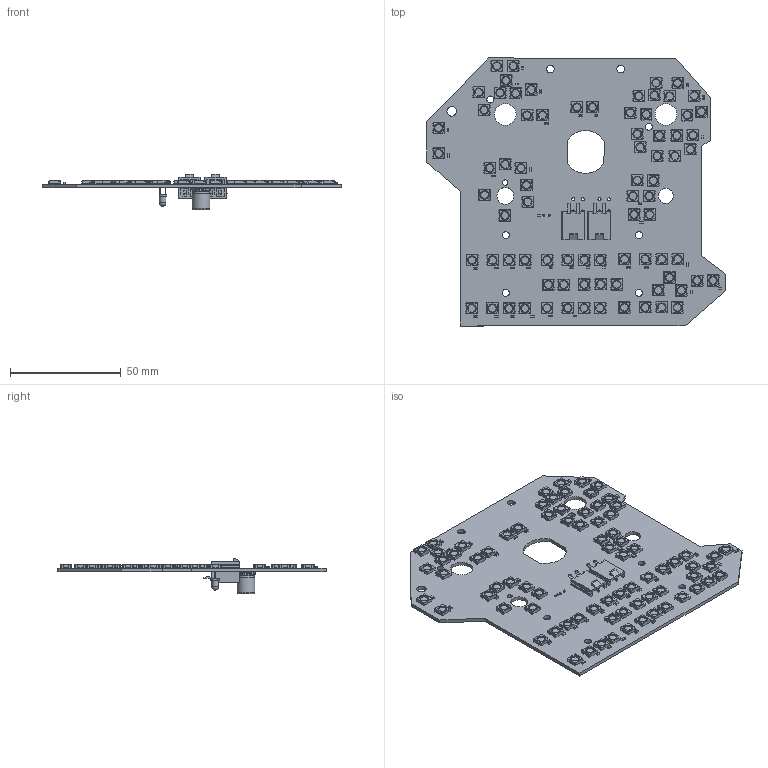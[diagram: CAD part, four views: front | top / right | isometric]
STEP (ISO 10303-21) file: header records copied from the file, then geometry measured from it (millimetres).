
FILE_DESCRIPTION(('KiCad electronic assembly'),'2;1');
FILE_NAME('KY58 Panel PCB V2.step','2021-01-29T05:34:52',('An Author'),( 'A Company'),'Open CASCADE STEP processor 6.9', 'KiCad to STEP converter','Unknown');
FILE_SCHEMA(('AUTOMOTIVE_DESIGN { 1 0 10303 214 1 1 1 1 }'));
Length unit declared in the file: millimetre
Products named in the file (14): Open CASCADE STEP translator 6.9 1; LED_WS2812B_PLCC4_5.0x5.0mm_P3.2mm; SOLID; C_0603_1608Metric; R_0603_1608Metric; Molex_Mini-Fit_Jr_5566-04A_2x02_P4.20mm_Vertical; CP_Elec_8x10; LED_D3.0mm; COMPOUND
Assembly tree (125 placements, depth 3):
  Open CASCADE STEP translator 6.9 1
    LED_WS2812B_PLCC4_5.0x5.0mm_P3.2mm  x79
      SOLID
    C_0603_1608Metric  x34
      SOLID
    R_0603_1608Metric
      SOLID
    Molex_Mini-Fit_Jr_5566-04A_2x02_P4.20mm_Vertical  x2
      SOLID
    CP_Elec_8x10
      SOLID
    LED_D3.0mm
      SOLID
    COMPOUND
Bounding box: 134.72 x 120.82 x 16.2 mm (x, y, z)
Volume: 25706.9 mm3; surface area: 38140.7 mm2
Topology: 119 solids, 119 shells, 6710 faces, 19350 edges, 12735 vertices
Faces by surface type: plane 4427, cylinder 2196, cone 79, torus 4, bspline 2, revolution 1, sphere 1
Full cylindrical faces by diameter (mm): 0.9 x2, 1.4 x8, 2.38 x1, 3 x1, 3.175 x2, 3.2 x4, 3.333 x79, 3.454 x2, 4.305 x1, 6.858 x1, 7.54 x1, 8 x2, 9.804 x2
Entity records: 26943 total; most frequent: CARTESIAN_POINT 4952, DIRECTION 3896, LINE 2495, VECTOR 2495, ORIENTED_EDGE 1902, PCURVE 1902, DEFINITIONAL_REPRESENTATION 1902, EDGE_CURVE 951
